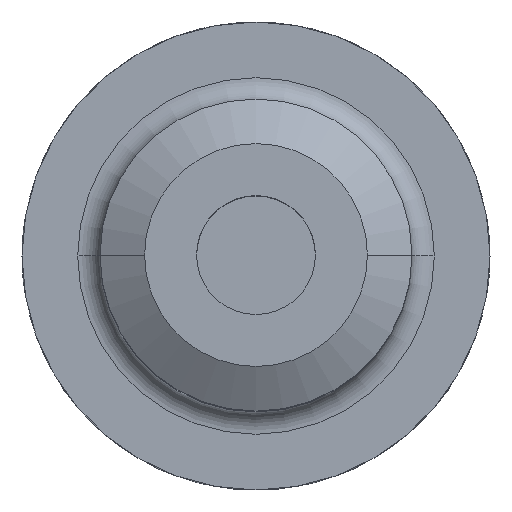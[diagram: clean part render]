
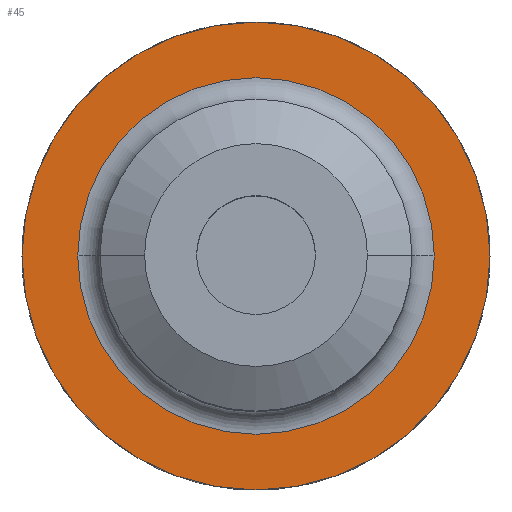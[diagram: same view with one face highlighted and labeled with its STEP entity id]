
A CAD part, top view. The second image highlights one B-rep face of the part: STEP entity #45.
In plain terms, the highlighted planar face has unit normal (0, 0, 1).
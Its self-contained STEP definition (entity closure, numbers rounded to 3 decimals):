
#14 = AXIS2_PLACEMENT_3D ( 'NONE', #1184, #1406, #282 ) ;
#21 = CARTESIAN_POINT ( 'NONE',  ( 24., 0., 27. ) ) ;
#45 = ADVANCED_FACE ( 'NONE', ( #271, #1663 ), #138, .F. ) ;
#62 = VERTEX_POINT ( 'NONE', #716 ) ;
#138 = PLANE ( 'NONE',  #1600 ) ;
#201 = AXIS2_PLACEMENT_3D ( 'NONE', #1265, #1770, #302 ) ;
#205 = DIRECTION ( 'NONE',  ( 0., 0., -1. ) ) ;
#216 = EDGE_CURVE ( 'NONE', #970, #62, #347, .T. ) ;
#271 = FACE_BOUND ( 'NONE', #654, .T. ) ;
#282 = DIRECTION ( 'NONE',  ( -1., 0., 0. ) ) ;
#302 = DIRECTION ( 'NONE',  ( -1., 0., 0. ) ) ;
#347 = CIRCLE ( 'NONE', #1234, 24. ) ;
#368 = EDGE_LOOP ( 'NONE', ( #769, #516 ) ) ;
#428 = DIRECTION ( 'NONE',  ( 0., 0., -1. ) ) ;
#442 = DIRECTION ( 'NONE',  ( 0., 0., -1. ) ) ;
#516 = ORIENTED_EDGE ( 'NONE', *, *, #908, .F. ) ;
#538 = CIRCLE ( 'NONE', #14, 31.5 ) ;
#548 = CIRCLE ( 'NONE', #201, 24. ) ;
#634 = CARTESIAN_POINT ( 'NONE',  ( 0., 0., 27. ) ) ;
#654 = EDGE_LOOP ( 'NONE', ( #955, #1227 ) ) ;
#698 = CARTESIAN_POINT ( 'NONE',  ( 0., 0., 27. ) ) ;
#705 = CARTESIAN_POINT ( 'NONE',  ( 0., 0., 27. ) ) ;
#716 = CARTESIAN_POINT ( 'NONE',  ( -24., 0., 27. ) ) ;
#769 = ORIENTED_EDGE ( 'NONE', *, *, #838, .F. ) ;
#838 = EDGE_CURVE ( 'NONE', #1686, #935, #1052, .T. ) ;
#865 = CARTESIAN_POINT ( 'NONE',  ( 31.5, 0., 27. ) ) ;
#894 = DIRECTION ( 'NONE',  ( -1., 0., 0. ) ) ;
#908 = EDGE_CURVE ( 'NONE', #935, #1686, #538, .T. ) ;
#935 = VERTEX_POINT ( 'NONE', #865 ) ;
#955 = ORIENTED_EDGE ( 'NONE', *, *, #1108, .T. ) ;
#970 = VERTEX_POINT ( 'NONE', #21 ) ;
#1037 = DIRECTION ( 'NONE',  ( -1., 0., 0. ) ) ;
#1052 = CIRCLE ( 'NONE', #1582, 31.5 ) ;
#1108 = EDGE_CURVE ( 'NONE', #62, #970, #548, .T. ) ;
#1184 = CARTESIAN_POINT ( 'NONE',  ( 0., 0., 27. ) ) ;
#1227 = ORIENTED_EDGE ( 'NONE', *, *, #216, .T. ) ;
#1234 = AXIS2_PLACEMENT_3D ( 'NONE', #634, #442, #1427 ) ;
#1265 = CARTESIAN_POINT ( 'NONE',  ( 0., 0., 27. ) ) ;
#1406 = DIRECTION ( 'NONE',  ( 0., 0., -1. ) ) ;
#1427 = DIRECTION ( 'NONE',  ( -1., 0., 0. ) ) ;
#1464 = CARTESIAN_POINT ( 'NONE',  ( -31.5, 0., 27. ) ) ;
#1582 = AXIS2_PLACEMENT_3D ( 'NONE', #705, #428, #894 ) ;
#1600 = AXIS2_PLACEMENT_3D ( 'NONE', #698, #205, #1037 ) ;
#1663 = FACE_OUTER_BOUND ( 'NONE', #368, .T. ) ;
#1686 = VERTEX_POINT ( 'NONE', #1464 ) ;
#1770 = DIRECTION ( 'NONE',  ( 0., 0., -1. ) ) ;
